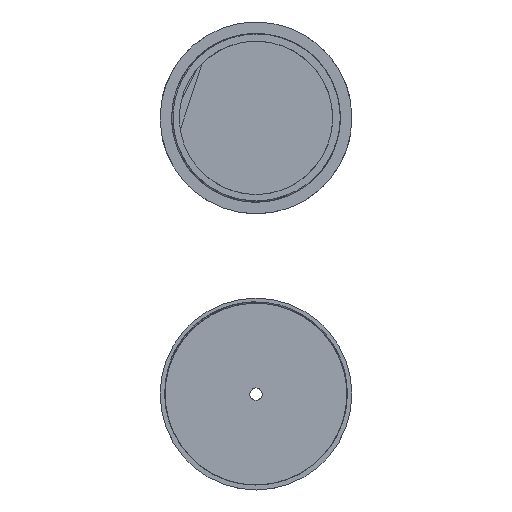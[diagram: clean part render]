
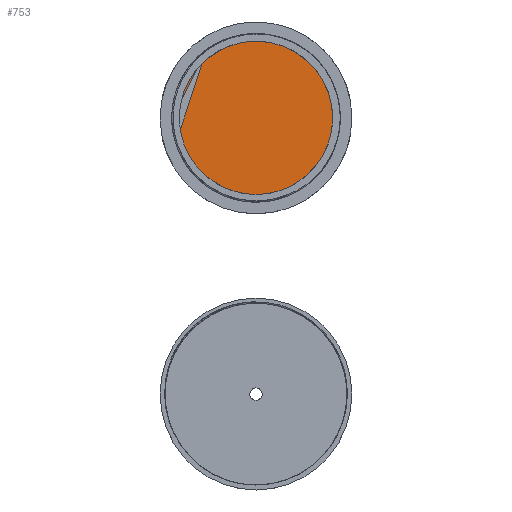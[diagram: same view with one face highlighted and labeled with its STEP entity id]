
A CAD part, top view. The second image highlights one B-rep face of the part: STEP entity #753.
In plain terms, the highlighted planar face has unit normal (0, 0, 1).
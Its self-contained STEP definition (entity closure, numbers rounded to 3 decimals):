
#19=PLANE('',#819);
#61=FACE_OUTER_BOUND('',#105,.T.);
#105=EDGE_LOOP('',(#572,#573));
#153=CIRCLE('',#820,50.);
#154=CIRCLE('',#821,50.);
#325=VERTEX_POINT('',#2797);
#326=VERTEX_POINT('',#2798);
#420=EDGE_CURVE('',#325,#326,#153,.T.);
#421=EDGE_CURVE('',#326,#325,#154,.T.);
#572=ORIENTED_EDGE('',*,*,#420,.F.);
#573=ORIENTED_EDGE('',*,*,#421,.F.);
#753=ADVANCED_FACE('',(#61),#19,.F.);
#819=AXIS2_PLACEMENT_3D('',#2796,#929,#930);
#820=AXIS2_PLACEMENT_3D('',#2799,#931,#932);
#821=AXIS2_PLACEMENT_3D('',#2800,#933,#934);
#929=DIRECTION('center_axis',(0.,0.,-1.));
#930=DIRECTION('ref_axis',(1.,0.,0.));
#931=DIRECTION('center_axis',(0.,0.,-1.));
#932=DIRECTION('ref_axis',(1.,0.,0.));
#933=DIRECTION('center_axis',(0.,0.,-1.));
#934=DIRECTION('ref_axis',(1.,0.,0.));
#2796=CARTESIAN_POINT('Origin',(0.,0.,5.));
#2797=CARTESIAN_POINT('',(50.,0.,5.));
#2798=CARTESIAN_POINT('',(-50.,0.,5.));
#2799=CARTESIAN_POINT('Origin',(0.,0.,5.));
#2800=CARTESIAN_POINT('Origin',(0.,0.,5.));
